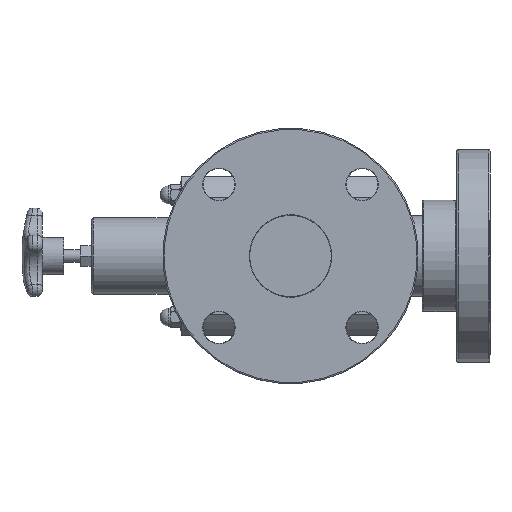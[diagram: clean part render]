
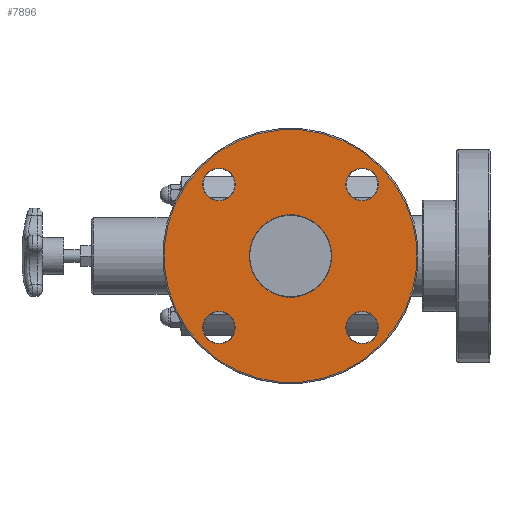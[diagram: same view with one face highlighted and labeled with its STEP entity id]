
A CAD part, left-side view. The second image highlights one B-rep face of the part: STEP entity #7896.
In plain terms, the highlighted planar face has unit normal (-1, 0, 0).
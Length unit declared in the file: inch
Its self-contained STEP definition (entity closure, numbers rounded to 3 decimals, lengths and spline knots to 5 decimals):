
#7818=CARTESIAN_POINT('',(-4.625,4.29811,2.10011));
#7819=VERTEX_POINT('',#7818);
#7820=CARTESIAN_POINT('',(-4.625,2.198,0.));
#7821=DIRECTION('',(1.0,0.,0.));
#7822=DIRECTION('',(0.,-0.707,-0.707));
#7823=AXIS2_PLACEMENT_3D('',#7820,#7821,#7822);
#7824=CIRCLE('',#7823,2.97);
#7825=EDGE_CURVE('',#7819,#7819,#7824,.T.);
#7833=CARTESIAN_POINT('',(-4.625,3.59683,1.39883));
#7834=DIRECTION('',(-1.0,0.0,0.0));
#7835=DIRECTION('',(0.0,-0.707,0.707));
#7836=AXIS2_PLACEMENT_3D('',#7833,#7834,#7835);
#7837=PLANE('',#7836);
#7838=ORIENTED_EDGE('',*,*,#7825,.F.);
#7839=EDGE_LOOP('',(#7838));
#7840=FACE_OUTER_BOUND('',#7839,.T.);
#7841=CARTESIAN_POINT('',(-4.625,0.24815,-1.40891));
#7842=VERTEX_POINT('',#7841);
#7843=CARTESIAN_POINT('',(-4.625,0.51862,-1.67938));
#7844=DIRECTION('',(-1.0,0.,0.));
#7845=DIRECTION('',(0.,0.707,-0.707));
#7846=AXIS2_PLACEMENT_3D('',#7843,#7844,#7845);
#7847=CIRCLE('',#7846,0.3825);
#7848=EDGE_CURVE('',#7842,#7842,#7847,.T.);
#7849=ORIENTED_EDGE('',*,*,#7848,.F.);
#7850=EDGE_LOOP('',(#7849));
#7851=FACE_BOUND('',#7850,.T.);
#7852=CARTESIAN_POINT('',(-4.625,3.60691,-1.94985));
#7853=VERTEX_POINT('',#7852);
#7854=CARTESIAN_POINT('',(-4.625,3.87738,-1.67938));
#7855=DIRECTION('',(-1.0,0.,0.));
#7856=DIRECTION('',(0.,0.707,0.707));
#7857=AXIS2_PLACEMENT_3D('',#7854,#7855,#7856);
#7858=CIRCLE('',#7857,0.3825);
#7859=EDGE_CURVE('',#7853,#7853,#7858,.T.);
#7860=ORIENTED_EDGE('',*,*,#7859,.F.);
#7861=EDGE_LOOP('',(#7860));
#7862=FACE_BOUND('',#7861,.T.);
#7863=CARTESIAN_POINT('',(-4.625,4.14785,1.40891));
#7864=VERTEX_POINT('',#7863);
#7865=CARTESIAN_POINT('',(-4.625,3.87738,1.67938));
#7866=DIRECTION('',(-1.0,0.,0.));
#7867=DIRECTION('',(0.,-0.707,0.707));
#7868=AXIS2_PLACEMENT_3D('',#7865,#7866,#7867);
#7869=CIRCLE('',#7868,0.3825);
#7870=EDGE_CURVE('',#7864,#7864,#7869,.T.);
#7871=ORIENTED_EDGE('',*,*,#7870,.F.);
#7872=EDGE_LOOP('',(#7871));
#7873=FACE_BOUND('',#7872,.T.);
#7874=CARTESIAN_POINT('',(-4.625,2.88142,0.68342));
#7875=VERTEX_POINT('',#7874);
#7876=CARTESIAN_POINT('',(-4.625,2.198,0.));
#7877=DIRECTION('',(-1.0,0.,0.));
#7878=DIRECTION('',(0.,-0.707,-0.707));
#7879=AXIS2_PLACEMENT_3D('',#7876,#7877,#7878);
#7880=CIRCLE('',#7879,0.9665);
#7881=EDGE_CURVE('',#7875,#7875,#7880,.T.);
#7882=ORIENTED_EDGE('',*,*,#7881,.F.);
#7883=EDGE_LOOP('',(#7882));
#7884=FACE_BOUND('',#7883,.T.);
#7885=CARTESIAN_POINT('',(-4.625,0.78909,1.94985));
#7886=VERTEX_POINT('',#7885);
#7887=CARTESIAN_POINT('',(-4.625,0.51862,1.67938));
#7888=DIRECTION('',(-1.0,0.,0.));
#7889=DIRECTION('',(0.,-0.707,-0.707));
#7890=AXIS2_PLACEMENT_3D('',#7887,#7888,#7889);
#7891=CIRCLE('',#7890,0.3825);
#7892=EDGE_CURVE('',#7886,#7886,#7891,.T.);
#7893=ORIENTED_EDGE('',*,*,#7892,.F.);
#7894=EDGE_LOOP('',(#7893));
#7895=FACE_BOUND('',#7894,.T.);
#7896=ADVANCED_FACE('',(#7840,#7851,#7862,#7873,#7884,#7895),#7837,.T.);
